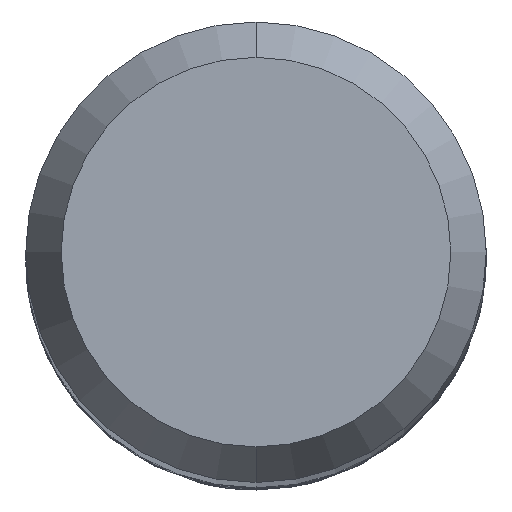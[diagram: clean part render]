
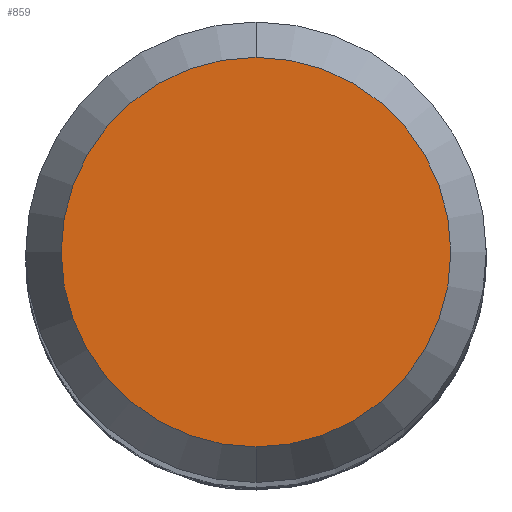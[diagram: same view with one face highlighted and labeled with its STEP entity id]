
A CAD part, top view. The second image highlights one B-rep face of the part: STEP entity #859.
In plain terms, the highlighted planar face has unit normal (0, 0, 1).
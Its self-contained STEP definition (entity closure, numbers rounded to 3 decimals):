
#775=VERTEX_POINT('',#2193);
#857=VERTEX_POINT('',#2287);
#859=ADVANCED_FACE('',(#2289),#2290,.T.);
#1399=EDGE_CURVE('',#857,#775,#2880,.T.);
#1729=EDGE_CURVE('',#775,#857,#3237,.T.);
#2193=CARTESIAN_POINT('',(0.,-2.538,0.0));
#2287=CARTESIAN_POINT('',(0.0,2.538,0.0));
#2289=FACE_OUTER_BOUND('',#5268,.T.);
#2290=PLANE('',#5269);
#2880=CIRCLE('',#13011,2.538);
#3237=CIRCLE('',#15932,2.538);
#5268=EDGE_LOOP('',(#20682,#20683));
#5269=AXIS2_PLACEMENT_3D('',#20684,#20685,#20686);
#13011=AXIS2_PLACEMENT_3D('',#21254,#21255,#21256);
#15932=AXIS2_PLACEMENT_3D('',#21568,#21569,#21570);
#20682=ORIENTED_EDGE('',*,*,#1399,.F.);
#20683=ORIENTED_EDGE('',*,*,#1729,.F.);
#20684=CARTESIAN_POINT('',(0.0,1.269,0.0));
#20685=DIRECTION('',(-0.0,0.0,1.0));
#20686=DIRECTION('',(0.0,-1.0,0.0));
#21254=CARTESIAN_POINT('',(0.0,0.0,0.0));
#21255=DIRECTION('',(0.0,0.0,-1.0));
#21256=DIRECTION('',(0.0,1.0,0.0));
#21568=CARTESIAN_POINT('',(0.0,0.0,0.0));
#21569=DIRECTION('',(0.0,0.0,-1.0));
#21570=DIRECTION('',(0.0,1.0,0.0));
